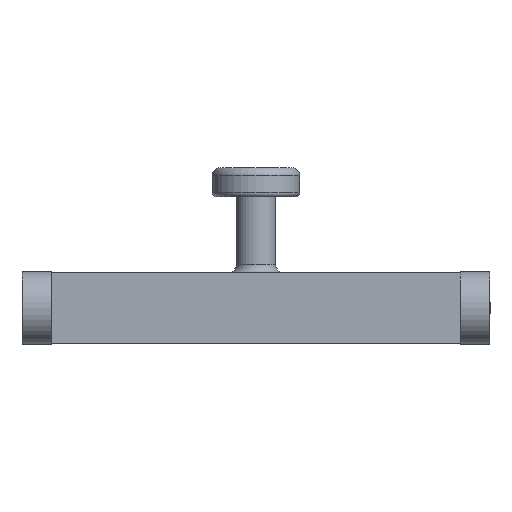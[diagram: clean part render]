
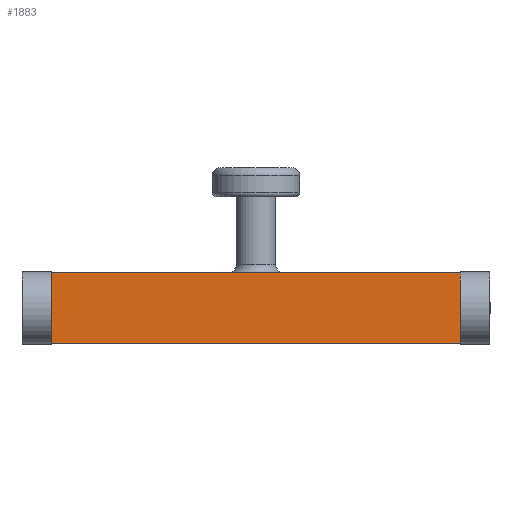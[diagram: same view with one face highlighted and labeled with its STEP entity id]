
A CAD part, left-side view. The second image highlights one B-rep face of the part: STEP entity #1883.
In plain terms, the highlighted planar face has unit normal (-1, 0, 0).
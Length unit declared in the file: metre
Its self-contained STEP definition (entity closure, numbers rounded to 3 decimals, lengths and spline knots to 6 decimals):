
#47=LINE('',#3123,#91);
#49=LINE('',#3258,#93);
#56=LINE('',#3297,#100);
#57=LINE('',#3298,#101);
#91=VECTOR('',#2522,1.);
#93=VECTOR('',#2656,1.);
#100=VECTOR('',#2719,1.);
#101=VECTOR('',#2720,1.);
#122=PLANE('',#2186);
#487=ORIENTED_EDGE('',*,*,#845,.T.);
#488=ORIENTED_EDGE('',*,*,#759,.F.);
#489=ORIENTED_EDGE('',*,*,#846,.F.);
#490=ORIENTED_EDGE('',*,*,#826,.F.);
#759=EDGE_CURVE('',#863,#870,#47,.T.);
#826=EDGE_CURVE('',#1026,#862,#49,.T.);
#845=EDGE_CURVE('',#1026,#870,#56,.T.);
#846=EDGE_CURVE('',#862,#863,#57,.T.);
#862=VERTEX_POINT('',#2901);
#863=VERTEX_POINT('',#2906);
#870=VERTEX_POINT('',#2922);
#1026=VERTEX_POINT('',#3256);
#1380=EDGE_LOOP('',(#487,#488,#489,#490));
#1699=FACE_BOUND('',#1380,.T.);
#1883=ADVANCED_FACE('',(#1699),#122,.F.);
#2186=AXIS2_PLACEMENT_3D('',#3296,#2717,#2718);
#2522=DIRECTION('',(0.,-1.,0.));
#2656=DIRECTION('',(0.,1.,0.));
#2717=DIRECTION('',(1.,0.,0.));
#2718=DIRECTION('',(0.,0.,-1.));
#2719=DIRECTION('',(0.,0.,1.));
#2720=DIRECTION('',(0.,0.,1.));
#2901=CARTESIAN_POINT('',(-0.039662,0.043615,0.));
#2906=CARTESIAN_POINT('',(-0.039662,0.043615,0.002997));
#2922=CARTESIAN_POINT('',(-0.039662,0.026121,0.002998));
#3123=CARTESIAN_POINT('',(-0.039662,0.034865,0.003));
#3256=CARTESIAN_POINT('',(-0.039662,0.026127,0.));
#3258=CARTESIAN_POINT('',(-0.039662,0.034865,0.));
#3296=CARTESIAN_POINT('',(-0.039662,0.034865,-0.001207));
#3297=CARTESIAN_POINT('',(-0.039662,0.026126,-0.001207));
#3298=CARTESIAN_POINT('',(-0.039662,0.043615,-0.001207));
